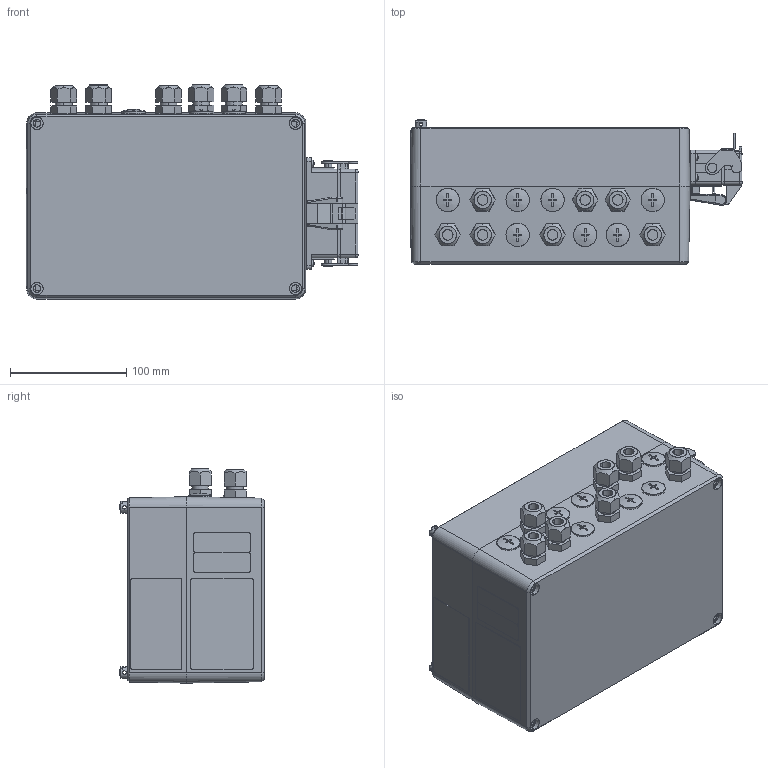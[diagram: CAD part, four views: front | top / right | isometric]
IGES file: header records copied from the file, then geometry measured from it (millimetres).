
Start section: SolidWorks IGES file using analytic representation for surfaces
Global section: file name: MFLOW-A3_350979.IGS; native system: SolidWorks 2014; preprocessor: SolidWorks 2014; author: LarsenR; date: 150226.142309; units: millimetre
Bounding box: 285.1 x 123.99 x 183.96 mm (x, y, z)
Surface area: 234892.5 mm2 (no closed solid volume)
Topology: 0 solids, 0 shells, 1201 faces, 15108 edges, 15104 vertices
Faces by surface type: bspline 898, revolution 303
